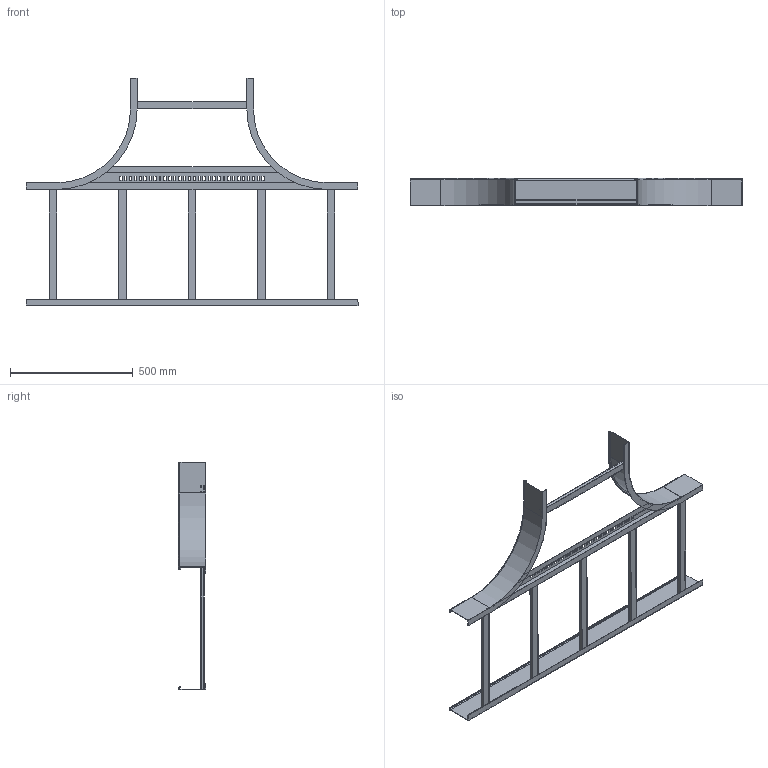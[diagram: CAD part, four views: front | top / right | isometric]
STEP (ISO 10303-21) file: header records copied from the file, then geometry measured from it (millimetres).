
FILE_DESCRIPTION (( 'STEP AP214' ), '1' );
FILE_NAME ('6225358.STP', '2017-03-24T07:07:08', ( '' ), ( '' ), 'SwSTEP 2.0', 'SolidWorks 2016', '' );
FILE_SCHEMA (( 'AUTOMOTIVE_DESIGN' ));
Length unit declared in the file: millimetre
Products named in the file (5): 087829_Gegenholm 110x1350; 082108_L493; 085502_St》zprofil f〉 R300 NB500; 087827_Innenholm 110xR300; 6225358
Assembly tree (10 placements, depth 2):
  6225358
    087827_Innenholm 110xR300  x2
    085502_St》zprofil f〉 R300 NB500
    082108_L493  x6
    087829_Gegenholm 110x1350
Bounding box: 1350 x 110 x 925 mm (x, y, z)
Volume: 1434255.5 mm3; surface area: 1468613.2 mm2
Topology: 10 solids, 10 shells, 424 faces, 1164 edges, 760 vertices
Faces by surface type: plane 386, cylinder 26, bspline 8, torus 4
Entity records: 8776 total; most frequent: CARTESIAN_POINT 2387, ORIENTED_EDGE 1324, DIRECTION 1150, EDGE_CURVE 662, LINE 596, VECTOR 596, VERTEX_POINT 432, EDGE_LOOP 298
